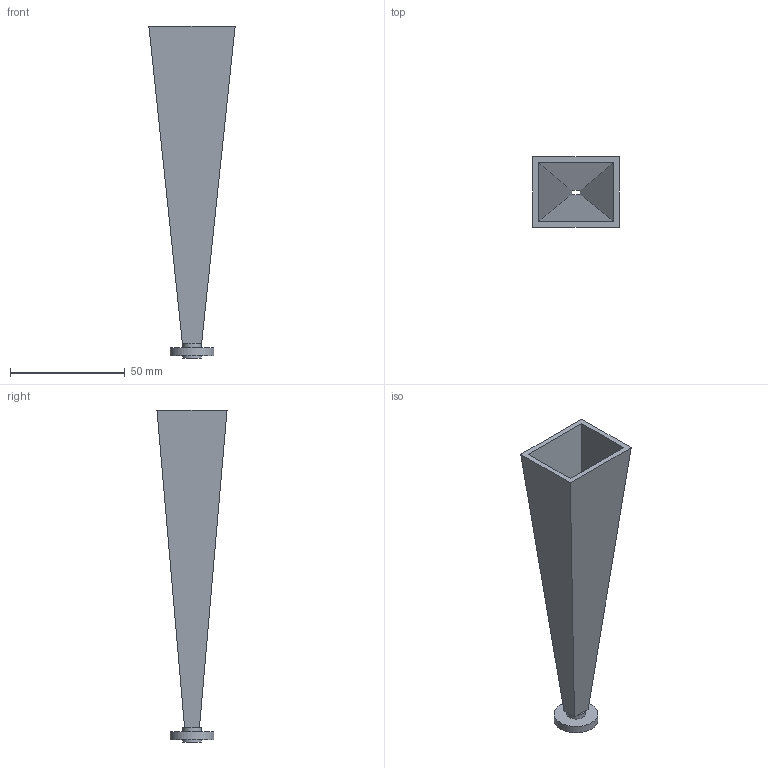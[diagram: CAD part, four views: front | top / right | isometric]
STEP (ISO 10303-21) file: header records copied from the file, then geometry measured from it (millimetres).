
FILE_DESCRIPTION(/* description */ (''),/* implementation_level */ '2;1');
FILE_NAME(/* name */ 'AUT_60GHz_HornDummy_SimulationModel.stp',/* time_stamp */ '2024-10-08T17:45:19+02:00',/* author */ ('Nils Bade'),/* organization */ (''),/* preprocessor_version */ 'ST-DEVELOPER v19',/* originating_system */ 'Autodesk Inventor 2023',/* authorisation */ '');
FILE_SCHEMA (('AUTOMOTIVE_DESIGN { 1 0 10303 214 3 1 1 }'));
Length unit declared in the file: millimetre
Products named in the file (1): AUT_60GHz_HornForSimulation
Bounding box: 37.5 x 30.45 x 144.4 mm (x, y, z)
Volume: 24532.6 mm3; surface area: 21566.8 mm2
Topology: 1 solids, 1 shells, 23 faces, 53 edges, 34 vertices
Faces by surface type: plane 20, cylinder 3
Full cylindrical faces by diameter (mm): 8 x2, 19.13 x1
Entity records: 692 total; most frequent: DIRECTION 111, CARTESIAN_POINT 111, ORIENTED_EDGE 106, EDGE_CURVE 53, LINE 43, VECTOR 43, VERTEX_POINT 34, AXIS2_PLACEMENT_3D 34
